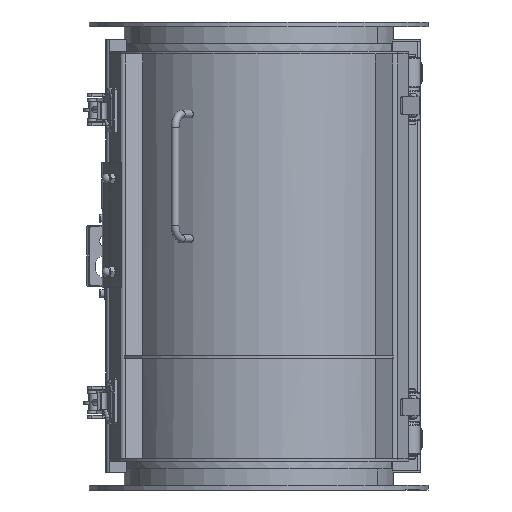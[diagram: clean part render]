
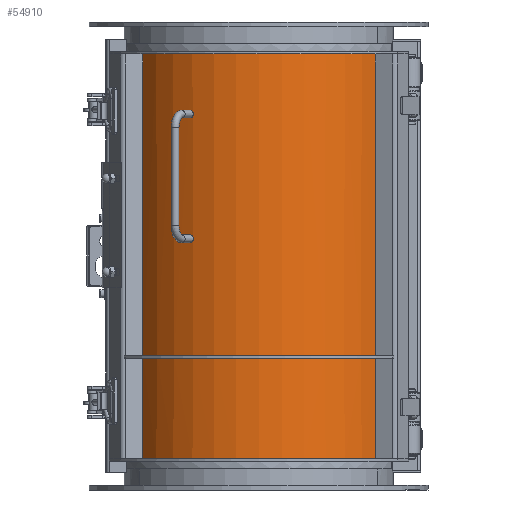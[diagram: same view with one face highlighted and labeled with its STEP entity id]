
A CAD part, front view. The second image highlights one B-rep face of the part: STEP entity #54910.
In plain terms, the highlighted cylindrical face has radius 178 mm (diameter 356 mm), a partial arc.
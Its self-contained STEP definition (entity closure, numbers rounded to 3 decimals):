
#4144=LINE('',#74909,#8442);
#4145=LINE('',#74914,#8443);
#5138=LINE('',#82178,#9436);
#5359=LINE('',#84078,#9657);
#5605=LINE('',#86374,#9903);
#5606=LINE('',#86377,#9904);
#8442=VECTOR('',#61336,10.);
#8443=VECTOR('',#61341,10.);
#9436=VECTOR('',#63128,10.);
#9657=VECTOR('',#63491,10.);
#9903=VECTOR('',#63917,10.);
#9904=VECTOR('',#63920,10.);
#13768=CYLINDRICAL_SURFACE('',#57726,178.);
#14234=FACE_BOUND('',#19313,.T.);
#14235=FACE_BOUND('',#19314,.T.);
#14236=FACE_BOUND('',#19315,.T.);
#16050=FACE_OUTER_BOUND('',#19312,.T.);
#19312=EDGE_LOOP('',(#42524,#42525,#42526,#42527));
#19313=EDGE_LOOP('',(#42528,#42529));
#19314=EDGE_LOOP('',(#42530,#42531));
#19315=EDGE_LOOP('',(#42532,#42533,#42534,#42535));
#21606=CIRCLE('',#57620,178.);
#21612=CIRCLE('',#57638,178.);
#21621=CIRCLE('',#57653,178.);
#21633=CIRCLE('',#57727,178.);
#23144=VERTEX_POINT('',#74907);
#23145=VERTEX_POINT('',#74908);
#23146=VERTEX_POINT('',#74912);
#23147=VERTEX_POINT('',#74913);
#24252=VERTEX_POINT('',#82175);
#24253=VERTEX_POINT('',#82177);
#24509=VERTEX_POINT('',#84044);
#24517=VERTEX_POINT('',#84076);
#24526=VERTEX_POINT('',#84104);
#24529=VERTEX_POINT('',#84111);
#24829=VERTEX_POINT('',#86373);
#24830=VERTEX_POINT('',#86375);
#28651=EDGE_CURVE('',#23144,#23145,#4144,.T.);
#28653=EDGE_CURVE('',#23146,#23147,#4145,.T.);
#30319=EDGE_CURVE('',#24253,#24252,#5138,.T.);
#30702=EDGE_CURVE('',#24252,#24509,#21606,.T.);
#30715=EDGE_CURVE('',#24509,#24517,#5359,.T.);
#30717=EDGE_CURVE('',#24517,#24253,#21612,.T.);
#30742=EDGE_CURVE('',#24526,#24529,#21621,.T.);
#31188=EDGE_CURVE('',#24529,#24829,#5605,.T.);
#31189=EDGE_CURVE('',#24829,#24830,#21633,.T.);
#31190=EDGE_CURVE('',#24830,#24526,#5606,.T.);
#42524=ORIENTED_EDGE('',*,*,#30742,.T.);
#42525=ORIENTED_EDGE('',*,*,#31188,.T.);
#42526=ORIENTED_EDGE('',*,*,#31189,.T.);
#42527=ORIENTED_EDGE('',*,*,#31190,.T.);
#42528=ORIENTED_EDGE('',*,*,#28651,.T.);
#42529=ORIENTED_EDGE('',*,*,#28651,.F.);
#42530=ORIENTED_EDGE('',*,*,#28653,.T.);
#42531=ORIENTED_EDGE('',*,*,#28653,.F.);
#42532=ORIENTED_EDGE('',*,*,#30702,.T.);
#42533=ORIENTED_EDGE('',*,*,#30715,.T.);
#42534=ORIENTED_EDGE('',*,*,#30717,.T.);
#42535=ORIENTED_EDGE('',*,*,#30319,.T.);
#54910=ADVANCED_FACE('',(#16050,#14234,#14235,#14236),#13768,.T.);
#57620=AXIS2_PLACEMENT_3D('',#84046,#63450,#63451);
#57638=AXIS2_PLACEMENT_3D('',#84081,#63495,#63496);
#57653=AXIS2_PLACEMENT_3D('',#84130,#63541,#63542);
#57726=AXIS2_PLACEMENT_3D('',#86372,#63915,#63916);
#57727=AXIS2_PLACEMENT_3D('',#86376,#63918,#63919);
#61336=DIRECTION('',(0.,0.,1.));
#61341=DIRECTION('',(0.,0.,1.));
#63128=DIRECTION('',(0.,0.,-1.));
#63450=DIRECTION('center_axis',(0.,0.,
-1.));
#63451=DIRECTION('ref_axis',(-0.956,-0.293,0.));
#63491=DIRECTION('',(0.,0.,1.));
#63495=DIRECTION('center_axis',(0.,0.,
1.));
#63496=DIRECTION('ref_axis',(-0.956,-0.293,0.));
#63541=DIRECTION('center_axis',(0.,0.,
1.));
#63542=DIRECTION('ref_axis',(-0.956,-0.293,0.));
#63915=DIRECTION('center_axis',(0.,0.,
1.));
#63916=DIRECTION('ref_axis',(-0.956,-0.293,0.));
#63917=DIRECTION('',(0.,0.,1.));
#63918=DIRECTION('center_axis',(0.,0.,
-1.));
#63919=DIRECTION('ref_axis',(-0.956,-0.293,0.));
#63920=DIRECTION('',(0.,0.,-1.));
#74907=CARTESIAN_POINT('',(-88.216,-154.466,464.5));
#74908=CARTESIAN_POINT('',(-88.216,-154.466,474.5));
#74909=CARTESIAN_POINT('',(-88.216,-154.466,14.5));
#74912=CARTESIAN_POINT('',(-88.216,-154.466,304.5));
#74913=CARTESIAN_POINT('',(-88.216,-154.466,314.5));
#74914=CARTESIAN_POINT('',(-88.216,-154.466,14.5));
#82175=CARTESIAN_POINT('',(148.982,-98.146,156.5));
#82177=CARTESIAN_POINT('',(148.982,-98.146,159.5));
#82178=CARTESIAN_POINT('',(148.982,-98.146,14.5));
#84044=CARTESIAN_POINT('',(-148.048,-98.297,156.5));
#84046=CARTESIAN_POINT('Origin',(0.417,-0.103,156.5));
#84076=CARTESIAN_POINT('',(-148.048,-98.297,159.5));
#84078=CARTESIAN_POINT('',(-148.048,-98.297,14.5));
#84081=CARTESIAN_POINT('Origin',(0.417,-0.103,159.5));
#84104=CARTESIAN_POINT('',(-149.42,-96.19,27.5));
#84111=CARTESIAN_POINT('',(150.352,-96.038,27.5));
#84130=CARTESIAN_POINT('Origin',(0.417,-0.103,27.5));
#86372=CARTESIAN_POINT('Origin',(0.417,-0.103,14.5));
#86373=CARTESIAN_POINT('',(150.352,-96.038,546.5));
#86374=CARTESIAN_POINT('',(150.352,-96.038,14.5));
#86375=CARTESIAN_POINT('',(-149.42,-96.19,546.5));
#86376=CARTESIAN_POINT('Origin',(0.417,-0.103,546.5));
#86377=CARTESIAN_POINT('',(-149.42,-96.19,14.5));
